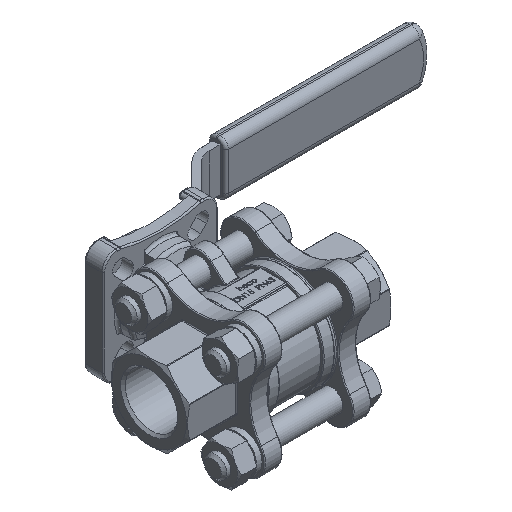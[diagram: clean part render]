
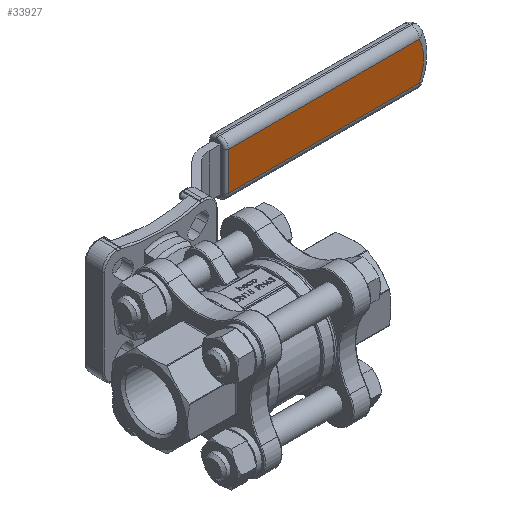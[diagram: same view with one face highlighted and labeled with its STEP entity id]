
A CAD part, isometric view. The second image highlights one B-rep face of the part: STEP entity #33927.
In plain terms, the highlighted planar face has unit normal (0, -1, 0).
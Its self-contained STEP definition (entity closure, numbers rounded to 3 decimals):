
#1384 = FACE_OUTER_BOUND ( 'NONE', #33599, .T. ) ;
#1753 = EDGE_CURVE ( 'NONE', #12769, #28548, #24058, .T. ) ;
#2351 = ORIENTED_EDGE ( 'NONE', *, *, #22690, .T. ) ;
#5391 = CARTESIAN_POINT ( 'NONE',  ( 125., 58.8, 87.965 ) ) ;
#5829 = VERTEX_POINT ( 'NONE', #48225 ) ;
#8900 = DIRECTION ( 'NONE',  ( 0., 1., 0. ) ) ;
#8918 = ORIENTED_EDGE ( 'NONE', *, *, #1753, .T. ) ;
#12619 = DIRECTION ( 'NONE',  ( -1., 0., 0. ) ) ;
#12769 = VERTEX_POINT ( 'NONE', #43873 ) ;
#16186 = CARTESIAN_POINT ( 'NONE',  ( 105.5, 58.8, 0. ) ) ;
#16365 = CARTESIAN_POINT ( 'NONE',  ( 125., 58.8, -7. ) ) ;
#16649 = ORIENTED_EDGE ( 'NONE', *, *, #18236, .T. ) ;
#16870 = DIRECTION ( 'NONE',  ( 0., 0., -1. ) ) ;
#18236 = EDGE_CURVE ( 'NONE', #48763, #5829, #37141, .T. ) ;
#18426 = CARTESIAN_POINT ( 'NONE',  ( 125., 58.8, 7. ) ) ;
#19658 = DIRECTION ( 'NONE',  ( -1., 0., 0. ) ) ;
#20876 = AXIS2_PLACEMENT_3D ( 'NONE', #16186, #42355, #19658 ) ;
#22690 = EDGE_CURVE ( 'NONE', #28548, #48763, #43949, .T. ) ;
#24058 = LINE ( 'NONE', #16365, #48536 ) ;
#27782 = ORIENTED_EDGE ( 'NONE', *, *, #33953, .T. ) ;
#27822 = CARTESIAN_POINT ( 'NONE',  ( 50.314, 58.8, 87.965 ) ) ;
#28548 = VERTEX_POINT ( 'NONE', #48736 ) ;
#28824 = AXIS2_PLACEMENT_3D ( 'NONE', #5391, #8900, #12619 ) ;
#29411 = VECTOR ( 'NONE', #48846, 1000. ) ;
#31570 = DIRECTION ( 'NONE',  ( 1., 0., 0. ) ) ;
#33599 = EDGE_LOOP ( 'NONE', ( #27782, #8918, #2351, #16649 ) ) ;
#33927 = ADVANCED_FACE ( 'NONE', ( #1384 ), #46291, .F. ) ;
#33953 = EDGE_CURVE ( 'NONE', #5829, #12769, #35340, .T. ) ;
#34235 = CARTESIAN_POINT ( 'NONE',  ( 120.442, 58.8, 7. ) ) ;
#35340 = LINE ( 'NONE', #27822, #42364 ) ;
#37141 = LINE ( 'NONE', #18426, #29411 ) ;
#42355 = DIRECTION ( 'NONE',  ( 0., -1., 0. ) ) ;
#42364 = VECTOR ( 'NONE', #16870, 1000. ) ;
#43873 = CARTESIAN_POINT ( 'NONE',  ( 50.314, 58.8, -7. ) ) ;
#43949 = CIRCLE ( 'NONE', #20876, 16.5 ) ;
#46291 = PLANE ( 'NONE',  #28824 ) ;
#48225 = CARTESIAN_POINT ( 'NONE',  ( 50.314, 58.8, 7. ) ) ;
#48536 = VECTOR ( 'NONE', #31570, 1000. ) ;
#48736 = CARTESIAN_POINT ( 'NONE',  ( 120.442, 58.8, -7. ) ) ;
#48763 = VERTEX_POINT ( 'NONE', #34235 ) ;
#48846 = DIRECTION ( 'NONE',  ( -1., 0., 0. ) ) ;
